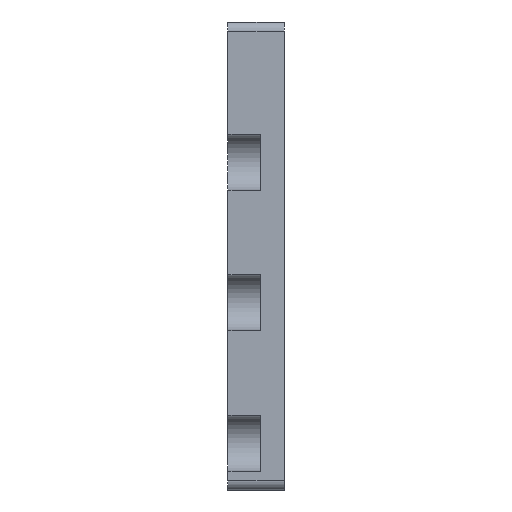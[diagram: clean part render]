
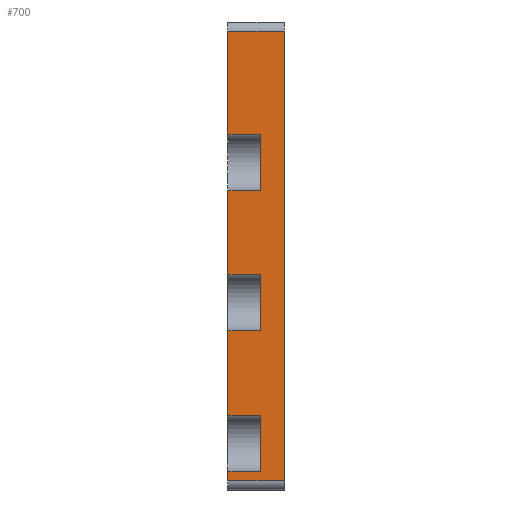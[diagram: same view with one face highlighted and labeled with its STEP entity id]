
A CAD part, left-side view. The second image highlights one B-rep face of the part: STEP entity #700.
In plain terms, the highlighted planar face has unit normal (-1, 0, 0).
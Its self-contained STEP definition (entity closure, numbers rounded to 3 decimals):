
#33 = VERTEX_POINT ( 'NONE', #2028 ) ;
#59 = CARTESIAN_POINT ( 'NONE',  ( -200., -1., 50. ) ) ;
#108 = ORIENTED_EDGE ( 'NONE', *, *, #2281, .F. ) ;
#117 = CARTESIAN_POINT ( 'NONE',  ( -200., 6., 48. ) ) ;
#130 = CARTESIAN_POINT ( 'NONE',  ( -200., -1., 50. ) ) ;
#153 = PLANE ( 'NONE',  #666 ) ;
#164 = LINE ( 'NONE', #1705, #1077 ) ;
#165 = ORIENTED_EDGE ( 'NONE', *, *, #1766, .T. ) ;
#212 = LINE ( 'NONE', #1514, #1605 ) ;
#227 = DIRECTION ( 'NONE',  ( 0., 1., 0. ) ) ;
#233 = EDGE_CURVE ( 'NONE', #33, #1332, #1857, .T. ) ;
#234 = CARTESIAN_POINT ( 'NONE',  ( -200., 6., 50. ) ) ;
#282 = DIRECTION ( 'NONE',  ( 0., 0., 1. ) ) ;
#291 = ORIENTED_EDGE ( 'NONE', *, *, #2345, .F. ) ;
#313 = VECTOR ( 'NONE', #728, 1000. ) ;
#326 = CARTESIAN_POINT ( 'NONE',  ( -200., 6., 50. ) ) ;
#358 = CARTESIAN_POINT ( 'NONE',  ( -200., -1., -4. ) ) ;
#361 = DIRECTION ( 'NONE',  ( 0., 0., -1. ) ) ;
#378 = EDGE_CURVE ( 'NONE', #2498, #671, #1010, .T. ) ;
#385 = CARTESIAN_POINT ( 'NONE',  ( -200., -1., -16. ) ) ;
#393 = VECTOR ( 'NONE', #1486, 1000. ) ;
#417 = LINE ( 'NONE', #59, #482 ) ;
#468 = VERTEX_POINT ( 'NONE', #1245 ) ;
#471 = VECTOR ( 'NONE', #840, 1000. ) ;
#479 = VECTOR ( 'NONE', #2182, 1000. ) ;
#482 = VECTOR ( 'NONE', #1017, 1000. ) ;
#488 = LINE ( 'NONE', #1828, #788 ) ;
#493 = CARTESIAN_POINT ( 'NONE',  ( -200., -6., -48. ) ) ;
#504 = EDGE_CURVE ( 'NONE', #2265, #2032, #488, .T. ) ;
#547 = EDGE_CURVE ( 'NONE', #468, #1897, #1031, .T. ) ;
#566 = DIRECTION ( 'NONE',  ( 0., 1., 0. ) ) ;
#598 = EDGE_CURVE ( 'NONE', #1897, #33, #706, .T. ) ;
#657 = LINE ( 'NONE', #2171, #479 ) ;
#658 = CARTESIAN_POINT ( 'NONE',  ( -200., -1., -46. ) ) ;
#666 = AXIS2_PLACEMENT_3D ( 'NONE', #1890, #2073, #361 ) ;
#671 = VERTEX_POINT ( 'NONE', #890 ) ;
#697 = CARTESIAN_POINT ( 'NONE',  ( -200., 6., 48. ) ) ;
#700 = ADVANCED_FACE ( 'NONE', ( #1120 ), #153, .F. ) ;
#706 = LINE ( 'NONE', #934, #828 ) ;
#713 = EDGE_CURVE ( 'NONE', #838, #1039, #164, .T. ) ;
#728 = DIRECTION ( 'NONE',  ( 0., 0., 1. ) ) ;
#734 = VERTEX_POINT ( 'NONE', #1356 ) ;
#755 = VECTOR ( 'NONE', #1383, 1000. ) ;
#788 = VECTOR ( 'NONE', #282, 1000. ) ;
#828 = VECTOR ( 'NONE', #2022, 1000. ) ;
#838 = VERTEX_POINT ( 'NONE', #930 ) ;
#840 = DIRECTION ( 'NONE',  ( 0., -1., 0. ) ) ;
#864 = ORIENTED_EDGE ( 'NONE', *, *, #504, .F. ) ;
#890 = CARTESIAN_POINT ( 'NONE',  ( -200., 6., -4. ) ) ;
#908 = DIRECTION ( 'NONE',  ( 0., 0., 1. ) ) ;
#926 = LINE ( 'NONE', #326, #393 ) ;
#930 = CARTESIAN_POINT ( 'NONE',  ( -200., -1., 26. ) ) ;
#934 = CARTESIAN_POINT ( 'NONE',  ( -200., -6., 50. ) ) ;
#994 = VECTOR ( 'NONE', #1497, 1000. ) ;
#1010 = LINE ( 'NONE', #1733, #2350 ) ;
#1014 = DIRECTION ( 'NONE',  ( 0., 0., 1. ) ) ;
#1017 = DIRECTION ( 'NONE',  ( 0., 0., 1. ) ) ;
#1026 = VERTEX_POINT ( 'NONE', #1909 ) ;
#1031 = LINE ( 'NONE', #1792, #471 ) ;
#1033 = EDGE_CURVE ( 'NONE', #1026, #1581, #1562, .T. ) ;
#1039 = VERTEX_POINT ( 'NONE', #1386 ) ;
#1063 = ORIENTED_EDGE ( 'NONE', *, *, #2355, .T. ) ;
#1064 = DIRECTION ( 'NONE',  ( 0., 0., 1. ) ) ;
#1077 = VECTOR ( 'NONE', #566, 1000. ) ;
#1120 = FACE_OUTER_BOUND ( 'NONE', #2176, .T. ) ;
#1172 = CARTESIAN_POINT ( 'NONE',  ( -200., 6., -46. ) ) ;
#1243 = EDGE_CURVE ( 'NONE', #2135, #2498, #1468, .T. ) ;
#1245 = CARTESIAN_POINT ( 'NONE',  ( -200., 6., -48. ) ) ;
#1261 = EDGE_CURVE ( 'NONE', #1039, #1332, #926, .T. ) ;
#1277 = LINE ( 'NONE', #1460, #1442 ) ;
#1278 = VECTOR ( 'NONE', #908, 1000. ) ;
#1291 = DIRECTION ( 'NONE',  ( 0., 1., 0. ) ) ;
#1332 = VERTEX_POINT ( 'NONE', #697 ) ;
#1336 = ORIENTED_EDGE ( 'NONE', *, *, #1243, .F. ) ;
#1355 = VERTEX_POINT ( 'NONE', #1172 ) ;
#1356 = CARTESIAN_POINT ( 'NONE',  ( -200., 6., 14. ) ) ;
#1383 = DIRECTION ( 'NONE',  ( 0., 1., 0. ) ) ;
#1386 = CARTESIAN_POINT ( 'NONE',  ( -200., 6., 26. ) ) ;
#1390 = EDGE_CURVE ( 'NONE', #2135, #1581, #1734, .T. ) ;
#1442 = VECTOR ( 'NONE', #1064, 1000. ) ;
#1460 = CARTESIAN_POINT ( 'NONE',  ( -200., 6., 50. ) ) ;
#1468 = LINE ( 'NONE', #130, #1278 ) ;
#1486 = DIRECTION ( 'NONE',  ( 0., 0., 1. ) ) ;
#1497 = DIRECTION ( 'NONE',  ( 0., 1., 0. ) ) ;
#1514 = CARTESIAN_POINT ( 'NONE',  ( -200., -1., -34. ) ) ;
#1548 = ORIENTED_EDGE ( 'NONE', *, *, #713, .F. ) ;
#1562 = LINE ( 'NONE', #234, #2394 ) ;
#1569 = CARTESIAN_POINT ( 'NONE',  ( -200., 6., -16. ) ) ;
#1581 = VERTEX_POINT ( 'NONE', #1569 ) ;
#1605 = VECTOR ( 'NONE', #1936, 1000. ) ;
#1619 = ORIENTED_EDGE ( 'NONE', *, *, #2111, .F. ) ;
#1683 = CARTESIAN_POINT ( 'NONE',  ( -200., -1., -34. ) ) ;
#1704 = ORIENTED_EDGE ( 'NONE', *, *, #1390, .T. ) ;
#1705 = CARTESIAN_POINT ( 'NONE',  ( -200., -1., 26. ) ) ;
#1733 = CARTESIAN_POINT ( 'NONE',  ( -200., -1., -4. ) ) ;
#1734 = LINE ( 'NONE', #1931, #755 ) ;
#1766 = EDGE_CURVE ( 'NONE', #2261, #734, #657, .T. ) ;
#1788 = CARTESIAN_POINT ( 'NONE',  ( -200., -1., 14. ) ) ;
#1792 = CARTESIAN_POINT ( 'NONE',  ( -200., 6., -48. ) ) ;
#1828 = CARTESIAN_POINT ( 'NONE',  ( -200., -1., 50. ) ) ;
#1852 = ORIENTED_EDGE ( 'NONE', *, *, #547, .T. ) ;
#1857 = LINE ( 'NONE', #117, #994 ) ;
#1890 = CARTESIAN_POINT ( 'NONE',  ( -200., 6., 50. ) ) ;
#1897 = VERTEX_POINT ( 'NONE', #493 ) ;
#1909 = CARTESIAN_POINT ( 'NONE',  ( -200., 6., -34. ) ) ;
#1910 = EDGE_CURVE ( 'NONE', #671, #734, #2453, .T. ) ;
#1931 = CARTESIAN_POINT ( 'NONE',  ( -200., -1., -16. ) ) ;
#1936 = DIRECTION ( 'NONE',  ( 0., 1., 0. ) ) ;
#1942 = ORIENTED_EDGE ( 'NONE', *, *, #378, .F. ) ;
#1997 = ORIENTED_EDGE ( 'NONE', *, *, #233, .T. ) ;
#2022 = DIRECTION ( 'NONE',  ( 0., 0., 1. ) ) ;
#2028 = CARTESIAN_POINT ( 'NONE',  ( -200., -6., 48. ) ) ;
#2032 = VERTEX_POINT ( 'NONE', #1683 ) ;
#2036 = CARTESIAN_POINT ( 'NONE',  ( -200., -1., -46. ) ) ;
#2073 = DIRECTION ( 'NONE',  ( 1., 0., 0. ) ) ;
#2111 = EDGE_CURVE ( 'NONE', #2032, #1026, #212, .T. ) ;
#2129 = ORIENTED_EDGE ( 'NONE', *, *, #1033, .F. ) ;
#2135 = VERTEX_POINT ( 'NONE', #385 ) ;
#2154 = ORIENTED_EDGE ( 'NONE', *, *, #598, .T. ) ;
#2171 = CARTESIAN_POINT ( 'NONE',  ( -200., -1., 14. ) ) ;
#2176 = EDGE_LOOP ( 'NONE', ( #2228, #1942, #1336, #1704, #2129, #1619, #864, #1063, #291, #1852, #2154, #1997, #2298, #1548, #108, #165 ) ) ;
#2182 = DIRECTION ( 'NONE',  ( 0., 1., 0. ) ) ;
#2196 = VECTOR ( 'NONE', #1291, 1000. ) ;
#2198 = LINE ( 'NONE', #2036, #2196 ) ;
#2228 = ORIENTED_EDGE ( 'NONE', *, *, #1910, .F. ) ;
#2261 = VERTEX_POINT ( 'NONE', #1788 ) ;
#2265 = VERTEX_POINT ( 'NONE', #658 ) ;
#2281 = EDGE_CURVE ( 'NONE', #2261, #838, #417, .T. ) ;
#2298 = ORIENTED_EDGE ( 'NONE', *, *, #1261, .F. ) ;
#2345 = EDGE_CURVE ( 'NONE', #468, #1355, #1277, .T. ) ;
#2350 = VECTOR ( 'NONE', #227, 1000. ) ;
#2355 = EDGE_CURVE ( 'NONE', #2265, #1355, #2198, .T. ) ;
#2394 = VECTOR ( 'NONE', #1014, 1000. ) ;
#2453 = LINE ( 'NONE', #2464, #313 ) ;
#2464 = CARTESIAN_POINT ( 'NONE',  ( -200., 6., 50. ) ) ;
#2498 = VERTEX_POINT ( 'NONE', #358 ) ;
